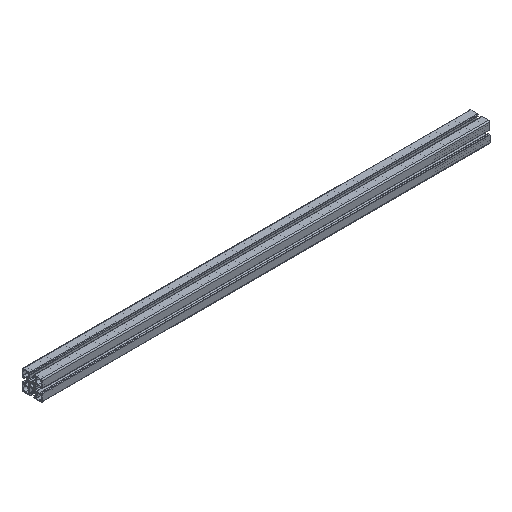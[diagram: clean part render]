
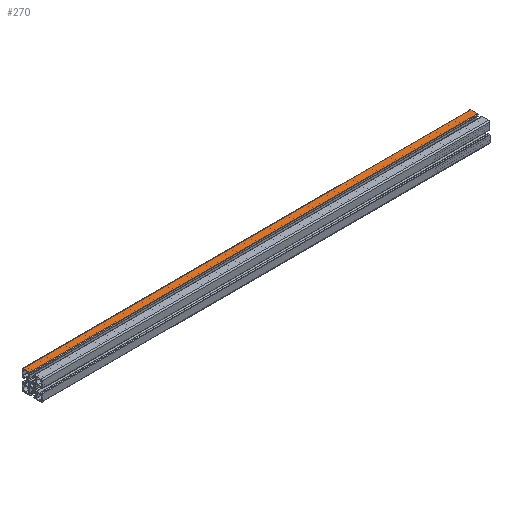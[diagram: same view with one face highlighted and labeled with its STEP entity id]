
A CAD part, isometric view. The second image highlights one B-rep face of the part: STEP entity #270.
In plain terms, the highlighted planar face has unit normal (0, 0, 1).
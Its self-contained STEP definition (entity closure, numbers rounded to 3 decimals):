
#270=ADVANCED_FACE('',(#546),#547,.F.);
#546=FACE_OUTER_BOUND('',#851,.T.);
#547=PLANE('',#852);
#851=EDGE_LOOP('',(#2010,#2011,#2012,#2013));
#852=AXIS2_PLACEMENT_3D('',#2014,#2015,#2016);
#2010=ORIENTED_EDGE('',*,*,#2358,.F.);
#2011=ORIENTED_EDGE('',*,*,#2626,.F.);
#2012=ORIENTED_EDGE('',*,*,#2407,.F.);
#2013=ORIENTED_EDGE('',*,*,#2627,.T.);
#2014=CARTESIAN_POINT('',(3000.0,12.5,22.5));
#2015=DIRECTION('',(0.0,0.,-1.0));
#2016=DIRECTION('',(0.0,1.0,0.));
#2358=EDGE_CURVE('',#2929,#2931,#2932,.T.);
#2407=EDGE_CURVE('',#3027,#3029,#3030,.T.);
#2626=EDGE_CURVE('',#3029,#2929,#3350,.T.);
#2627=EDGE_CURVE('',#3027,#2931,#3351,.T.);
#2929=VERTEX_POINT('',#3721);
#2931=VERTEX_POINT('',#3723);
#2932=LINE('',#3724,#3725);
#3027=VERTEX_POINT('',#3843);
#3029=VERTEX_POINT('',#3845);
#3030=LINE('',#3846,#3847);
#3350=LINE('',#4334,#4335);
#3351=LINE('',#4336,#4337);
#3721=CARTESIAN_POINT('',(-500.0,5.,22.5));
#3723=CARTESIAN_POINT('',(-500.0,20.0,22.5));
#3724=CARTESIAN_POINT('',(-500.0,12.5,22.5));
#3725=VECTOR('',#4668,1.0);
#3843=CARTESIAN_POINT('',(500.0,20.0,22.5));
#3845=CARTESIAN_POINT('',(500.0,5.,22.5));
#3846=CARTESIAN_POINT('',(500.0,12.5,22.5));
#3847=VECTOR('',#4767,1.0);
#4334=CARTESIAN_POINT('',(3000.0,5.,22.5));
#4335=VECTOR('',#5088,1.0);
#4336=CARTESIAN_POINT('',(3000.0,20.0,22.5));
#4337=VECTOR('',#5089,1.0);
#4668=DIRECTION('',(0.0,1.0,0.));
#4767=DIRECTION('',(0.0,-1.0,0.));
#5088=DIRECTION('',(-1.0,0.0,0.0));
#5089=DIRECTION('',(-1.0,0.0,0.0));
